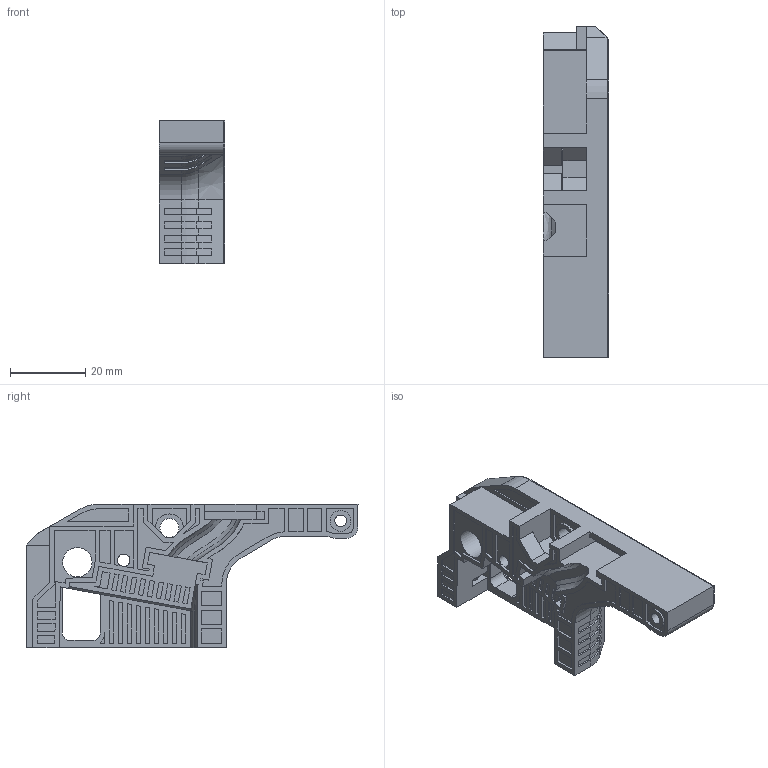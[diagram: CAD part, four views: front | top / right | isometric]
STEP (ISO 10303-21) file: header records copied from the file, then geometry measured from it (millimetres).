
FILE_DESCRIPTION(/* description */ (''),/* implementation_level */ '2;1');
FILE_NAME(/* name */ '23-magwell-left-textured.step',/* time_stamp */ '2022-04-06T21:24:25+01:00',/* author */ (''),/* organization */ (''),/* preprocessor_version */ 'ST-DEVELOPER v18.1',/* originating_system */ 'Autodesk Translation Framework v10.13.0.1454',/* authorisation */ '');
FILE_SCHEMA (('AUTOMOTIVE_DESIGN { 1 0 10303 214 3 1 1 }'));
Length unit declared in the file: millimetre
Products named in the file (1): 23-magwell-left-textured
Bounding box: 17.5 x 88.2 x 38.13 mm (x, y, z)
Volume: 23227.4 mm3; surface area: 11181.7 mm2
Topology: 1 solids, 6 shells, 487 faces, 1279 edges, 844 vertices
Faces by surface type: plane 395, cylinder 71, bspline 14, cone 5, torus 2
Full cylindrical faces by diameter (mm): 3 x5, 3.1 x1, 3.3 x2, 5.05 x1, 5.5 x1, 5.6 x2, 7.45 x1, 7.8 x1
Entity records: 15354 total; most frequent: CARTESIAN_POINT 3240, ORIENTED_EDGE 2558, DIRECTION 2338, EDGE_CURVE 1279, LINE 1078, VECTOR 1078, VERTEX_POINT 844, AXIS2_PLACEMENT_3D 630
